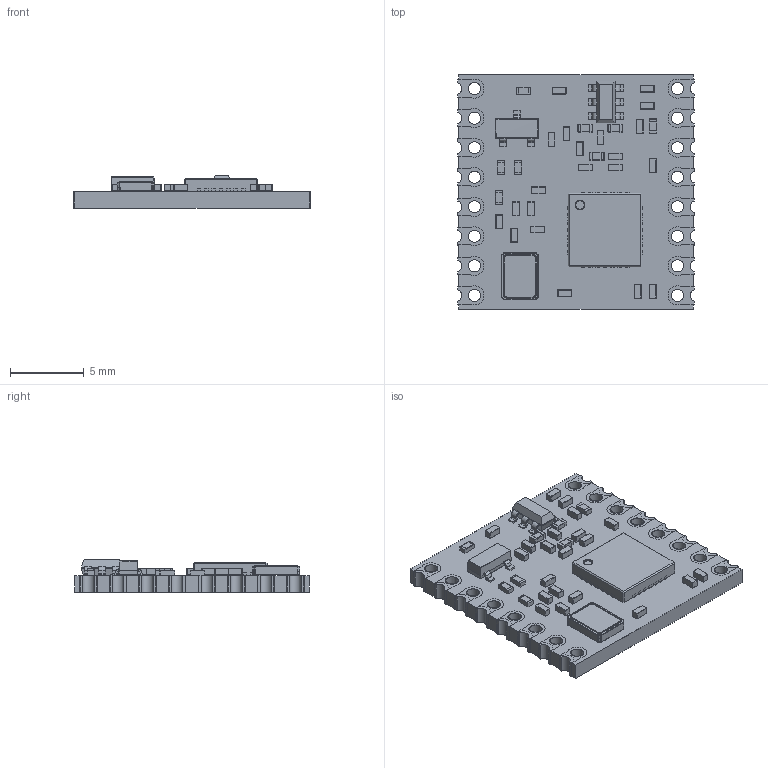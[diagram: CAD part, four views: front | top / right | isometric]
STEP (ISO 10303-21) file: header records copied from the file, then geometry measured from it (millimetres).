
FILE_DESCRIPTION(/* description */ ('STEP AP242','CAx-IF Rec.Pracs.---Representation and Presentation of Product Manufacturing Information (PMI)---4.0---2014-10-13','CAx-IF Rec.Pracs.---3D Tessellated Geometry---0.4---2014-09-14','2;1'),/* implementation_level */ '2;1');
FILE_NAME(/* name */ '637e1b0f2ec0483e9183d554',/* time_stamp */ '2022-11-23T13:07:30+00:00',/* author */ (''),/* organization */ (''),/* preprocessor_version */ 'ST-DEVELOPER v18.102',/* originating_system */ ' ',/* authorisation */ ' ');
FILE_SCHEMA (('AP242_MANAGED_MODEL_BASED_3D_ENGINEERING_MIM_LF { 1 0 10303 442 1 1 4 }'));
Length unit declared in the file: metre
Products named in the file (94): RFM69HCW; COMPOUND
Assembly tree (93 placements, depth 2):
  RFM69HCW
    COMPOUND
    COMPOUND
    COMPOUND
    COMPOUND
    COMPOUND
    COMPOUND
    COMPOUND
    COMPOUND
    COMPOUND
    COMPOUND
    COMPOUND
    COMPOUND
    COMPOUND
    COMPOUND
    COMPOUND
    COMPOUND
    COMPOUND
    COMPOUND
    COMPOUND
    COMPOUND
    COMPOUND
    COMPOUND
    COMPOUND
    COMPOUND
    COMPOUND
    COMPOUND
    COMPOUND
    COMPOUND
    COMPOUND
    COMPOUND
    COMPOUND
    COMPOUND
    COMPOUND
    COMPOUND
    COMPOUND
    COMPOUND
    COMPOUND
    COMPOUND
    COMPOUND
    COMPOUND
    COMPOUND
    COMPOUND
    COMPOUND
    COMPOUND
    COMPOUND
    COMPOUND
    COMPOUND
    COMPOUND
    COMPOUND
    COMPOUND
    COMPOUND
    COMPOUND
    COMPOUND
    COMPOUND
    COMPOUND
    COMPOUND
    COMPOUND
    COMPOUND
    COMPOUND
Bounding box: 16 x 15.9 x 2.23 mm (x, y, z)
Volume: 331.1 mm3; surface area: 1062.8 mm2
Topology: 93 solids, 93 shells, 1627 faces, 3804 edges, 2154 vertices
Faces by surface type: plane 833, cylinder 568, sphere 212, torus 12, cone 2
Full cylindrical faces by diameter (mm): 0.6 x1, 0.82 x16, 0.9 x16
Entity records: 46353 total; most frequent: DIRECTION 8110, CARTESIAN_POINT 7466, ORIENTED_EDGE 7098, EDGE_CURVE 3549, AXIS2_PLACEMENT_3D 2853, LINE 2404, VECTOR 2404, VERTEX_POINT 2154
